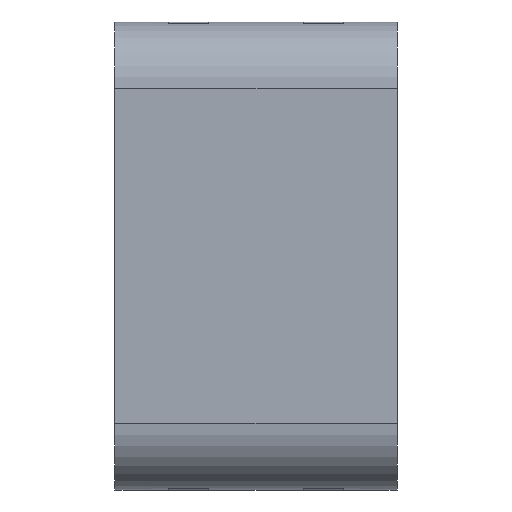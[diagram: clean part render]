
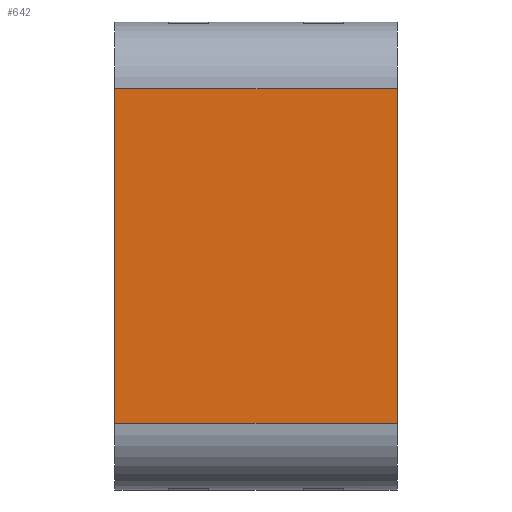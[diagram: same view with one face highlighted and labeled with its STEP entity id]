
A CAD part, left-side view. The second image highlights one B-rep face of the part: STEP entity #642.
In plain terms, the highlighted planar face has unit normal (-1, 0, 0).
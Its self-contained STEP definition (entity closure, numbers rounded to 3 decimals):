
#10 = DIRECTION ( 'NONE',  ( 0., 0., 1. ) ) ;
#120 = DIRECTION ( 'NONE',  ( 1., 0., 0. ) ) ;
#328 = EDGE_CURVE ( 'NONE', #960, #947, #2237, .T. ) ;
#388 = DIRECTION ( 'NONE',  ( 0., 0., 1. ) ) ;
#490 = EDGE_LOOP ( 'NONE', ( #777, #2508, #3614, #2662 ) ) ;
#497 = VECTOR ( 'NONE', #1764, 1000. ) ;
#600 = EDGE_CURVE ( 'NONE', #1485, #3262, #785, .T. ) ;
#613 = CARTESIAN_POINT ( 'NONE',  ( -22.314, 21.1, 12.5 ) ) ;
#638 = CARTESIAN_POINT ( 'NONE',  ( -22.314, 21.1, 12.5 ) ) ;
#642 = ADVANCED_FACE ( 'NONE', ( #1295 ), #1896, .F. ) ;
#777 = ORIENTED_EDGE ( 'NONE', *, *, #600, .F. ) ;
#785 = LINE ( 'NONE', #2463, #2416 ) ;
#787 = CARTESIAN_POINT ( 'NONE',  ( -22.314, 0., 12.5 ) ) ;
#947 = VERTEX_POINT ( 'NONE', #787 ) ;
#960 = VERTEX_POINT ( 'NONE', #1101 ) ;
#1101 = CARTESIAN_POINT ( 'NONE',  ( -22.314, 0., -12.5 ) ) ;
#1295 = FACE_OUTER_BOUND ( 'NONE', #490, .T. ) ;
#1477 = CARTESIAN_POINT ( 'NONE',  ( -22.314, 0., -17.5 ) ) ;
#1485 = VERTEX_POINT ( 'NONE', #2258 ) ;
#1502 = DIRECTION ( 'NONE',  ( 0., 1., 0. ) ) ;
#1745 = EDGE_CURVE ( 'NONE', #1485, #960, #2757, .T. ) ;
#1764 = DIRECTION ( 'NONE',  ( 0., -1., 0. ) ) ;
#1896 = PLANE ( 'NONE',  #3590 ) ;
#2196 = DIRECTION ( 'NONE',  ( 0., 0., -1. ) ) ;
#2237 = LINE ( 'NONE', #1477, #2877 ) ;
#2258 = CARTESIAN_POINT ( 'NONE',  ( -22.314, 21.1, -12.5 ) ) ;
#2416 = VECTOR ( 'NONE', #388, 1000. ) ;
#2463 = CARTESIAN_POINT ( 'NONE',  ( -22.314, 21.1, -17.5 ) ) ;
#2508 = ORIENTED_EDGE ( 'NONE', *, *, #1745, .T. ) ;
#2525 = VECTOR ( 'NONE', #1502, 1000. ) ;
#2662 = ORIENTED_EDGE ( 'NONE', *, *, #2755, .T. ) ;
#2755 = EDGE_CURVE ( 'NONE', #947, #3262, #3359, .T. ) ;
#2757 = LINE ( 'NONE', #3831, #497 ) ;
#2877 = VECTOR ( 'NONE', #10, 1000. ) ;
#3262 = VERTEX_POINT ( 'NONE', #638 ) ;
#3359 = LINE ( 'NONE', #613, #2525 ) ;
#3370 = CARTESIAN_POINT ( 'NONE',  ( -22.314, 21.1, -17.5 ) ) ;
#3590 = AXIS2_PLACEMENT_3D ( 'NONE', #3370, #120, #2196 ) ;
#3614 = ORIENTED_EDGE ( 'NONE', *, *, #328, .T. ) ;
#3831 = CARTESIAN_POINT ( 'NONE',  ( -22.314, 21.1, -12.5 ) ) ;
